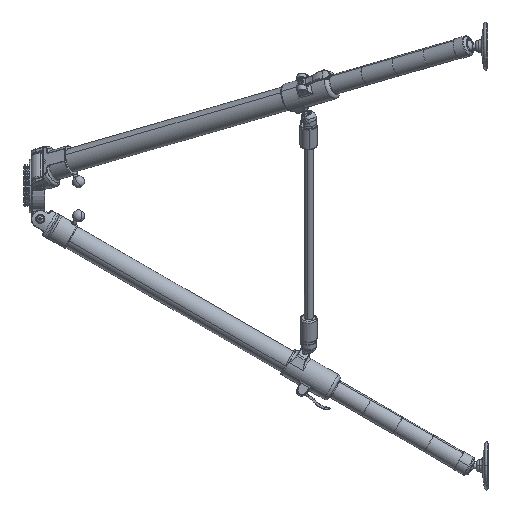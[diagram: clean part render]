
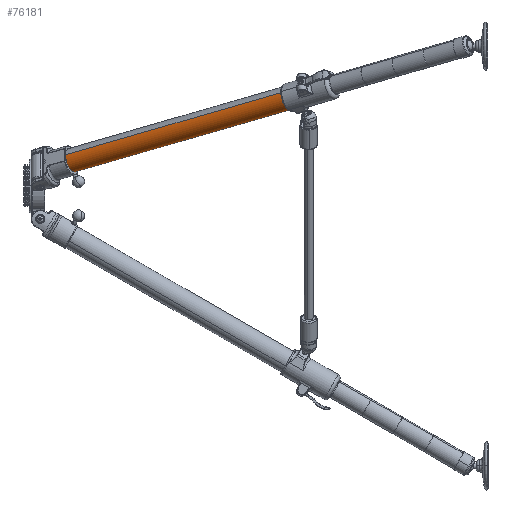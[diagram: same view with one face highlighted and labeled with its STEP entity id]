
A CAD part, left-side view. The second image highlights one B-rep face of the part: STEP entity #76181.
In plain terms, the highlighted cylindrical face has radius 25.4 mm (diameter 50.8 mm), a partial arc.
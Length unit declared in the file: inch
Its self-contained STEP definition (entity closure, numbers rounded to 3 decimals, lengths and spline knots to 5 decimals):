
#4196 = CARTESIAN_POINT ( 'NONE',  ( -3.57354, -1.15948, 2.09196 ) ) ;
#6805 = VERTEX_POINT ( 'NONE', #52611 ) ;
#8114 = CIRCLE ( 'NONE', #68749, 1. ) ;
#8522 = VECTOR ( 'NONE', #55388, 39.37008 ) ;
#10382 = LINE ( 'NONE', #20188, #8522 ) ;
#11045 = DIRECTION ( 'NONE',  ( 0.433, 0.866, -0.25 ) ) ;
#14746 = ORIENTED_EDGE ( 'NONE', *, *, #67019, .F. ) ;
#15538 = DIRECTION ( 'NONE',  ( 0.737, -0.5, -0.454 ) ) ;
#20045 = ORIENTED_EDGE ( 'NONE', *, *, #24317, .T. ) ;
#20188 = CARTESIAN_POINT ( 'NONE',  ( -2.09893, -2.15917, 1.18304 ) ) ;
#22405 = CARTESIAN_POINT ( 'NONE',  ( -12.6548, -21.29645, 7.30625 ) ) ;
#24317 = EDGE_CURVE ( 'NONE', #25191, #68811, #50963, .T. ) ;
#25191 = VERTEX_POINT ( 'NONE', #37569 ) ;
#27688 = EDGE_CURVE ( 'NONE', #28676, #25191, #10382, .T. ) ;
#28328 = DIRECTION ( 'NONE',  ( -0.894, 0.447, 0. ) ) ;
#28676 = VERTEX_POINT ( 'NONE', #69126 ) ;
#29051 = EDGE_CURVE ( 'NONE', #6805, #68811, #31378, .T. ) ;
#31378 = LINE ( 'NONE', #4196, #38830 ) ;
#37569 = CARTESIAN_POINT ( 'NONE',  ( -11.91749, -21.7963, 6.85179 ) ) ;
#38830 = VECTOR ( 'NONE', #45285, 39.37008 ) ;
#39021 = CARTESIAN_POINT ( 'NONE',  ( -2.83623, -1.65933, 1.6375 ) ) ;
#45285 = DIRECTION ( 'NONE',  ( -0.433, -0.866, 0.25 ) ) ;
#46236 = CARTESIAN_POINT ( 'NONE',  ( -3.68061, -3.34808, 2.125 ) ) ;
#50376 = CARTESIAN_POINT ( 'NONE',  ( -13.3921, -20.79661, 7.76071 ) ) ;
#50963 = CIRCLE ( 'NONE', #65293, 1. ) ;
#52103 = DIRECTION ( 'NONE',  ( -0.894, 0.447, 0. ) ) ;
#52611 = CARTESIAN_POINT ( 'NONE',  ( -4.41791, -2.84823, 2.57946 ) ) ;
#55136 = FACE_OUTER_BOUND ( 'NONE', #74191, .T. ) ;
#55388 = DIRECTION ( 'NONE',  ( -0.433, -0.866, 0.25 ) ) ;
#56921 = ORIENTED_EDGE ( 'NONE', *, *, #27688, .T. ) ;
#61296 = DIRECTION ( 'NONE',  ( -0.433, -0.866, 0.25 ) ) ;
#63571 = DIRECTION ( 'NONE',  ( 0.433, 0.866, -0.25 ) ) ;
#65293 = AXIS2_PLACEMENT_3D ( 'NONE', #22405, #63571, #28328 ) ;
#65945 = AXIS2_PLACEMENT_3D ( 'NONE', #39021, #61296, #15538 ) ;
#67019 = EDGE_CURVE ( 'NONE', #28676, #6805, #8114, .T. ) ;
#68749 = AXIS2_PLACEMENT_3D ( 'NONE', #46236, #11045, #52103 ) ;
#68811 = VERTEX_POINT ( 'NONE', #50376 ) ;
#68988 = CYLINDRICAL_SURFACE ( 'NONE', #65945, 1. ) ;
#69126 = CARTESIAN_POINT ( 'NONE',  ( -2.9433, -3.84792, 1.67054 ) ) ;
#71312 = ORIENTED_EDGE ( 'NONE', *, *, #29051, .F. ) ;
#74191 = EDGE_LOOP ( 'NONE', ( #71312, #14746, #56921, #20045 ) ) ;
#76181 = ADVANCED_FACE ( 'NONE', ( #55136 ), #68988, .T. ) ;
